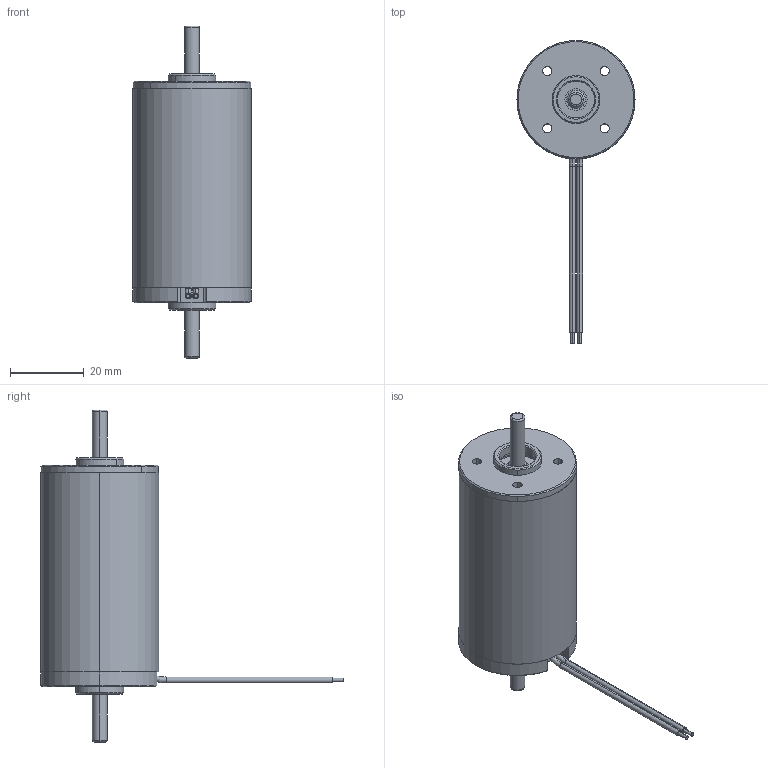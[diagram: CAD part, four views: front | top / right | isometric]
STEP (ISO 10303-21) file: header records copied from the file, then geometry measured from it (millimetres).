
FILE_DESCRIPTION (( 'STEP AP214' ), '1' );
FILE_NAME ('BD3260.STEP', '2025-12-01T06:39:06', ( 'Windows 蚚誧' ), ( 'Organization' ), 'SwSTEP 2.0', 'SolidWorks 2024', '' );
FILE_SCHEMA (( 'AUTOMOTIVE_DESIGN' ));
Length unit declared in the file: millimetre
Products named in the file (1): BD3260
Bounding box: 32 x 82 x 90 mm (x, y, z)
Volume: 15746.5 mm3; surface area: 19363.4 mm2
Topology: 8 solids, 8 shells, 213 faces, 458 edges, 282 vertices
Faces by surface type: cylinder 113, plane 43, cone 33, torus 20, bspline 4
Entity records: 6566 total; most frequent: CARTESIAN_POINT 1582, DIRECTION 1156, ORIENTED_EDGE 916, AXIS2_PLACEMENT_3D 498, EDGE_CURVE 458, CIRCLE 288, VERTEX_POINT 282, EDGE_LOOP 260
